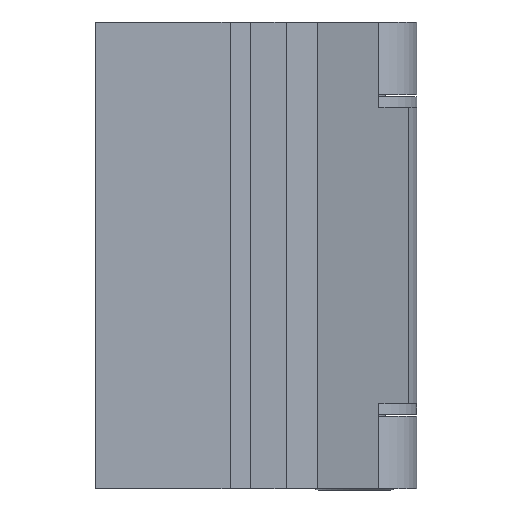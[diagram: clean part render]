
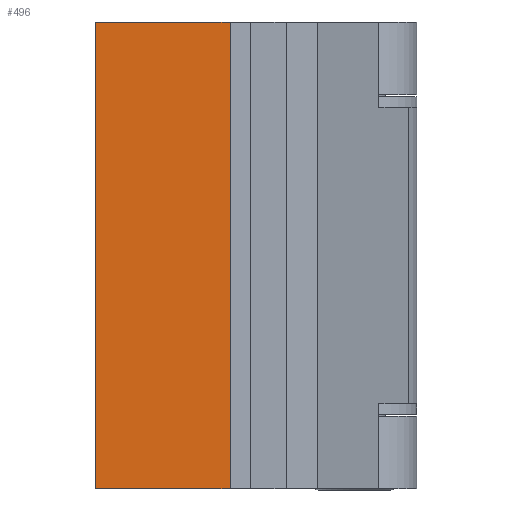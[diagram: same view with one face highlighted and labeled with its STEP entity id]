
A CAD part, front view. The second image highlights one B-rep face of the part: STEP entity #496.
In plain terms, the highlighted planar face has unit normal (0, -1, 0).
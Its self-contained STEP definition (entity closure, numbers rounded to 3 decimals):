
#496=ADVANCED_FACE('',(#1135),#1136,.F.);
#1135=FACE_OUTER_BOUND('',#2389,.T.);
#1136=PLANE('',#2390);
#2389=EDGE_LOOP('',(#4424,#4425,#4426,#4427));
#2390=AXIS2_PLACEMENT_3D('',#4428,#4429,#4430);
#4424=ORIENTED_EDGE('',*,*,#5829,.T.);
#4425=ORIENTED_EDGE('',*,*,#5800,.F.);
#4426=ORIENTED_EDGE('',*,*,#5806,.F.);
#4427=ORIENTED_EDGE('',*,*,#5826,.T.);
#4428=CARTESIAN_POINT('',(-5.2,20.5,-45.5));
#4429=DIRECTION('',(0.,1.0,0.));
#4430=DIRECTION('',(1.0,0.,0.));
#5800=EDGE_CURVE('',#6924,#6919,#6926,.T.);
#5806=EDGE_CURVE('',#6936,#6924,#6937,.T.);
#5826=EDGE_CURVE('',#6936,#6970,#6972,.T.);
#5829=EDGE_CURVE('',#6970,#6919,#6976,.T.);
#6919=VERTEX_POINT('',#9214);
#6924=VERTEX_POINT('',#9221);
#6926=LINE('',#9224,#9225);
#6936=VERTEX_POINT('',#9237);
#6937=LINE('',#9238,#9239);
#6970=VERTEX_POINT('',#9286);
#6972=LINE('',#9289,#9290);
#6976=LINE('',#9296,#9297);
#9214=CARTESIAN_POINT('',(-18.2,20.5,-0.5));
#9221=CARTESIAN_POINT('',(-18.2,20.5,-45.5));
#9224=CARTESIAN_POINT('',(-18.2,20.5,-45.5));
#9225=VECTOR('',#10491,1.0);
#9237=CARTESIAN_POINT('',(-5.2,20.5,-45.5));
#9238=CARTESIAN_POINT('',(-5.2,20.5,-45.5));
#9239=VECTOR('',#10503,1.0);
#9286=CARTESIAN_POINT('',(-5.2,20.5,-0.5));
#9289=CARTESIAN_POINT('',(-5.2,20.5,-45.5));
#9290=VECTOR('',#10531,1.0);
#9296=CARTESIAN_POINT('',(-5.2,20.5,-0.5));
#9297=VECTOR('',#10534,1.0);
#10491=DIRECTION('',(0.,0.,1.0));
#10503=DIRECTION('',(-1.0,0.,0.));
#10531=DIRECTION('',(0.,0.,1.0));
#10534=DIRECTION('',(-1.0,0.,0.));
